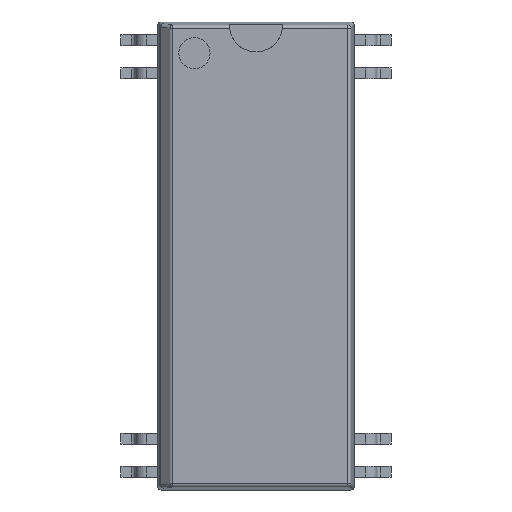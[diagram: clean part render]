
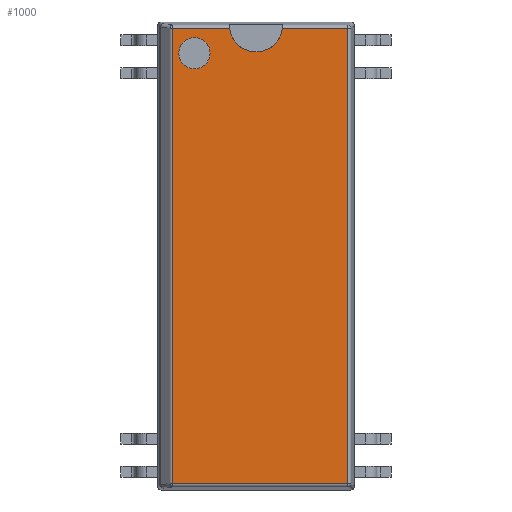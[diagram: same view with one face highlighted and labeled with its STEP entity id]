
A CAD part, top view. The second image highlights one B-rep face of the part: STEP entity #1000.
In plain terms, the highlighted face is planar.
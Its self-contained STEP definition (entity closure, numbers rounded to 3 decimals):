
#28=CARTESIAN_POINT('',(-7.756,1.067,2.353));
#29=DIRECTION('',(0.,-1.,0.));
#30=DIRECTION('',(1.,0.,0.));
#31=AXIS2_PLACEMENT_3D('',#28,#29,#30);
#37=CARTESIAN_POINT('',(-7.756,1.067,2.353));
#38=DIRECTION('',(0.,-1.,0.));
#39=DIRECTION('',(-1.,0.,0.));
#40=AXIS2_PLACEMENT_3D('',#37,#38,#39);
#45=CARTESIAN_POINT('',(-8.819,1.067,0.));
#46=DIRECTION('',(0.,1.,0.));
#47=DIRECTION('',(0.111,0.,0.994));
#48=AXIS2_PLACEMENT_3D('',#45,#46,#47);
#83=DIRECTION('',(0.,0.,-1.));
#84=VECTOR('',#83,6.704);
#85=CARTESIAN_POINT('',(8.707,1.067,3.197));
#86=LINE('',#85,#84);
#154=DIRECTION('',(-1.,0.,0.));
#155=VECTOR('',#154,17.413);
#156=CARTESIAN_POINT('',(8.707,1.067,-3.507));
#157=LINE('',#156,#155);
#248=DIRECTION('',(0.,0.,1.));
#249=VECTOR('',#248,2.497);
#250=CARTESIAN_POINT('',(-8.707,1.067,-3.507));
#251=LINE('',#250,#249);
#281=DIRECTION('',(0.,0.,1.));
#282=VECTOR('',#281,2.188);
#283=CARTESIAN_POINT('',(-8.707,1.067,1.01));
#284=LINE('',#283,#282);
#329=DIRECTION('',(-1.,0.,0.));
#330=VECTOR('',#329,17.413);
#331=CARTESIAN_POINT('',(8.707,1.067,3.197));
#332=LINE('',#331,#330);
#868=CARTESIAN_POINT('',(-7.159,1.067,2.353));
#869=CARTESIAN_POINT('',(-8.353,1.067,2.353));
#870=VERTEX_POINT('',#868);
#871=VERTEX_POINT('',#869);
#908=CARTESIAN_POINT('',(8.707,1.067,3.197));
#909=CARTESIAN_POINT('',(8.707,1.067,-3.507));
#910=VERTEX_POINT('',#908);
#911=VERTEX_POINT('',#909);
#918=CARTESIAN_POINT('',(-8.707,1.067,-3.507));
#919=VERTEX_POINT('',#918);
#924=CARTESIAN_POINT('',(-8.707,1.067,-1.01));
#925=VERTEX_POINT('',#924);
#945=CARTESIAN_POINT('',(-8.707,1.067,1.01));
#946=CARTESIAN_POINT('',(-8.707,1.067,3.197));
#947=VERTEX_POINT('',#945);
#948=VERTEX_POINT('',#946);
#975=CARTESIAN_POINT('',(0.,1.067,0.));
#976=DIRECTION('',(0.,1.,0.));
#977=DIRECTION('',(1.,0.,0.));
#978=AXIS2_PLACEMENT_3D('',#975,#976,#977);
#979=PLANE('',#978);
#981=ORIENTED_EDGE('',*,*,#980,.F.);
#983=ORIENTED_EDGE('',*,*,#982,.T.);
#985=ORIENTED_EDGE('',*,*,#984,.F.);
#987=ORIENTED_EDGE('',*,*,#986,.T.);
#989=ORIENTED_EDGE('',*,*,#988,.F.);
#991=ORIENTED_EDGE('',*,*,#990,.F.);
#992=EDGE_LOOP('',(#981,#983,#985,#987,#989,#991));
#993=FACE_OUTER_BOUND('',#992,.F.);
#995=ORIENTED_EDGE('',*,*,#994,.F.);
#997=ORIENTED_EDGE('',*,*,#996,.F.);
#998=EDGE_LOOP('',(#995,#997));
#999=FACE_BOUND('',#998,.F.);
#32=CIRCLE('',#31,0.597);
#41=CIRCLE('',#40,0.597);
#49=CIRCLE('',#48,1.016);
#980=EDGE_CURVE('',#910,#911,#86,.T.);
#982=EDGE_CURVE('',#910,#948,#332,.T.);
#984=EDGE_CURVE('',#947,#948,#284,.T.);
#986=EDGE_CURVE('',#947,#925,#49,.T.);
#988=EDGE_CURVE('',#919,#925,#251,.T.);
#990=EDGE_CURVE('',#911,#919,#157,.T.);
#994=EDGE_CURVE('',#870,#871,#32,.T.);
#996=EDGE_CURVE('',#871,#870,#41,.T.);
#1000=ADVANCED_FACE('',(#993,#999),#979,.T.);
